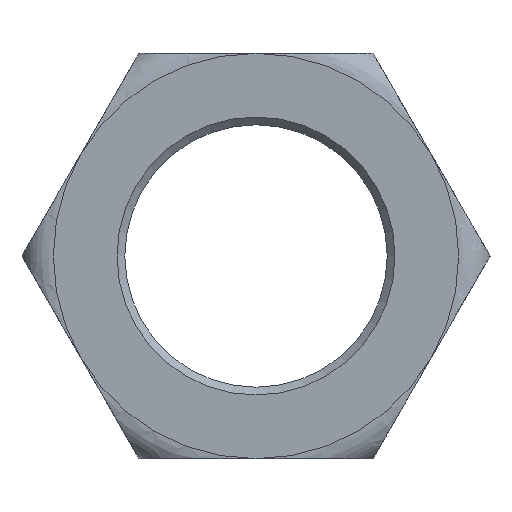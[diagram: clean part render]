
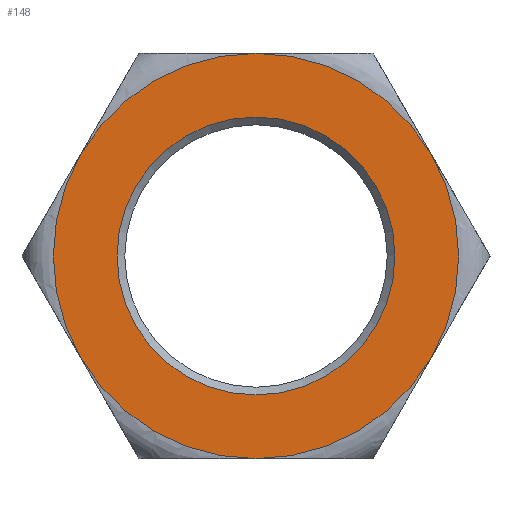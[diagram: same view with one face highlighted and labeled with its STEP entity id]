
A CAD part, front view. The second image highlights one B-rep face of the part: STEP entity #148.
In plain terms, the highlighted planar face has unit normal (0, -1, 0).
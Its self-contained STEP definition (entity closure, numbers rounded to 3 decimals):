
#14 = DIRECTION ( 'NONE',  ( 1., 0., 0. ) ) ;
#16 = CARTESIAN_POINT ( 'NONE',  ( 45.466, -29., 26.25 ) ) ;
#35 = DIRECTION ( 'NONE',  ( 1., 0., 0. ) ) ;
#42 = EDGE_LOOP ( 'NONE', ( #334 ) ) ;
#61 = DIRECTION ( 'NONE',  ( 0., 1., 0. ) ) ;
#66 = CARTESIAN_POINT ( 'NONE',  ( -45.466, -29., -26.25 ) ) ;
#76 = DIRECTION ( 'NONE',  ( 1., 0., 0. ) ) ;
#83 = VERTEX_POINT ( 'NONE', #160 ) ;
#91 = CIRCLE ( 'NONE', #905, 52.5 ) ;
#93 = VECTOR ( 'NONE', #1281, 1000. ) ;
#106 = DIRECTION ( 'NONE',  ( -0.5, 0., 0.866 ) ) ;
#122 = CARTESIAN_POINT ( 'NONE',  ( 45.466, -29., 26.25 ) ) ;
#148 = ADVANCED_FACE ( 'NONE', ( #1125, #232 ), #1239, .F. ) ;
#160 = CARTESIAN_POINT ( 'NONE',  ( 0., -29., 36. ) ) ;
#168 = CARTESIAN_POINT ( 'NONE',  ( -45.466, -29., 26.25 ) ) ;
#170 = EDGE_CURVE ( 'NONE', #811, #270, #374, .T. ) ;
#201 = CIRCLE ( 'NONE', #349, 52.5 ) ;
#232 = FACE_OUTER_BOUND ( 'NONE', #725, .T. ) ;
#248 = AXIS2_PLACEMENT_3D ( 'NONE', #1059, #61, #619 ) ;
#270 = VERTEX_POINT ( 'NONE', #360 ) ;
#272 = AXIS2_PLACEMENT_3D ( 'NONE', #338, #1425, #791 ) ;
#273 = LINE ( 'NONE', #389, #93 ) ;
#288 = ORIENTED_EDGE ( 'NONE', *, *, #530, .F. ) ;
#323 = CARTESIAN_POINT ( 'NONE',  ( -30.311, -29., -52.5 ) ) ;
#334 = ORIENTED_EDGE ( 'NONE', *, *, #843, .T. ) ;
#338 = CARTESIAN_POINT ( 'NONE',  ( 0., -29., 0. ) ) ;
#349 = AXIS2_PLACEMENT_3D ( 'NONE', #430, #996, #1107 ) ;
#360 = CARTESIAN_POINT ( 'NONE',  ( 0., -29., 52.5 ) ) ;
#361 = VERTEX_POINT ( 'NONE', #66 ) ;
#374 = CIRCLE ( 'NONE', #785, 52.5 ) ;
#378 = VERTEX_POINT ( 'NONE', #1071 ) ;
#388 = CARTESIAN_POINT ( 'NONE',  ( 45.466, -29., -26.25 ) ) ;
#389 = CARTESIAN_POINT ( 'NONE',  ( -60.622, -29., 0. ) ) ;
#418 = CIRCLE ( 'NONE', #272, 52.5 ) ;
#430 = CARTESIAN_POINT ( 'NONE',  ( 0., -29., 0. ) ) ;
#476 = DIRECTION ( 'NONE',  ( 0., 1., 0. ) ) ;
#484 = ORIENTED_EDGE ( 'NONE', *, *, #1189, .F. ) ;
#494 = LINE ( 'NONE', #1366, #760 ) ;
#495 = ORIENTED_EDGE ( 'NONE', *, *, #1394, .F. ) ;
#499 = CARTESIAN_POINT ( 'NONE',  ( 0., -29., 0. ) ) ;
#509 = VECTOR ( 'NONE', #1372, 1000. ) ;
#511 = VERTEX_POINT ( 'NONE', #750 ) ;
#523 = LINE ( 'NONE', #720, #668 ) ;
#530 = EDGE_CURVE ( 'NONE', #1340, #1264, #494, .T. ) ;
#568 = DIRECTION ( 'NONE',  ( 1., 0., 0. ) ) ;
#576 = ORIENTED_EDGE ( 'NONE', *, *, #1170, .F. ) ;
#580 = ORIENTED_EDGE ( 'NONE', *, *, #1256, .F. ) ;
#594 = VERTEX_POINT ( 'NONE', #758 ) ;
#603 = DIRECTION ( 'NONE',  ( -1., 0., 0. ) ) ;
#605 = VECTOR ( 'NONE', #106, 1000. ) ;
#611 = CARTESIAN_POINT ( 'NONE',  ( 0., -29., -52.5 ) ) ;
#619 = DIRECTION ( 'NONE',  ( 0., 0., 1. ) ) ;
#668 = VECTOR ( 'NONE', #603, 1000. ) ;
#675 = VERTEX_POINT ( 'NONE', #1100 ) ;
#685 = CARTESIAN_POINT ( 'NONE',  ( 0., -29., 0. ) ) ;
#687 = VERTEX_POINT ( 'NONE', #1104 ) ;
#719 = EDGE_CURVE ( 'NONE', #378, #361, #1220, .T. ) ;
#720 = CARTESIAN_POINT ( 'NONE',  ( 30.311, -29., -52.5 ) ) ;
#725 = EDGE_LOOP ( 'NONE', ( #951, #762, #495, #288, #819, #1252, #1137, #576, #580, #794, #1019, #484 ) ) ;
#730 = DIRECTION ( 'NONE',  ( 0., 1., 0. ) ) ;
#750 = CARTESIAN_POINT ( 'NONE',  ( -45.466, -29., 26.25 ) ) ;
#758 = CARTESIAN_POINT ( 'NONE',  ( 0., -29., -52.5 ) ) ;
#760 = VECTOR ( 'NONE', #828, 1000. ) ;
#762 = ORIENTED_EDGE ( 'NONE', *, *, #797, .F. ) ;
#785 = AXIS2_PLACEMENT_3D ( 'NONE', #1267, #730, #76 ) ;
#791 = DIRECTION ( 'NONE',  ( 1., 0., 0. ) ) ;
#794 = ORIENTED_EDGE ( 'NONE', *, *, #719, .F. ) ;
#797 = EDGE_CURVE ( 'NONE', #687, #1257, #1067, .T. ) ;
#811 = VERTEX_POINT ( 'NONE', #168 ) ;
#819 = ORIENTED_EDGE ( 'NONE', *, *, #1236, .F. ) ;
#828 = DIRECTION ( 'NONE',  ( 0.5, 0., -0.866 ) ) ;
#829 = VERTEX_POINT ( 'NONE', #611 ) ;
#835 = CIRCLE ( 'NONE', #1424, 52.5 ) ;
#843 = EDGE_CURVE ( 'NONE', #83, #83, #1423, .T. ) ;
#851 = EDGE_CURVE ( 'NONE', #1257, #594, #91, .T. ) ;
#881 = VECTOR ( 'NONE', #35, 1000. ) ;
#889 = CARTESIAN_POINT ( 'NONE',  ( -30.311, -29., 52.5 ) ) ;
#905 = AXIS2_PLACEMENT_3D ( 'NONE', #499, #949, #14 ) ;
#906 = CIRCLE ( 'NONE', #1186, 52.5 ) ;
#917 = CARTESIAN_POINT ( 'NONE',  ( 0., -29., 0. ) ) ;
#933 = DIRECTION ( 'NONE',  ( 0., 1., 0. ) ) ;
#949 = DIRECTION ( 'NONE',  ( 0., 1., 0. ) ) ;
#951 = ORIENTED_EDGE ( 'NONE', *, *, #851, .F. ) ;
#996 = DIRECTION ( 'NONE',  ( 0., 1., 0. ) ) ;
#1018 = EDGE_CURVE ( 'NONE', #829, #378, #835, .T. ) ;
#1019 = ORIENTED_EDGE ( 'NONE', *, *, #1018, .F. ) ;
#1057 = DIRECTION ( 'NONE',  ( 0., 0., 1. ) ) ;
#1059 = CARTESIAN_POINT ( 'NONE',  ( 0., -29., 0. ) ) ;
#1067 = LINE ( 'NONE', #1365, #509 ) ;
#1071 = CARTESIAN_POINT ( 'NONE',  ( -45.466, -29., -26.25 ) ) ;
#1100 = CARTESIAN_POINT ( 'NONE',  ( 0., -29., 52.5 ) ) ;
#1104 = CARTESIAN_POINT ( 'NONE',  ( 45.466, -29., -26.25 ) ) ;
#1107 = DIRECTION ( 'NONE',  ( 1., 0., 0. ) ) ;
#1125 = FACE_BOUND ( 'NONE', #42, .T. ) ;
#1134 = DIRECTION ( 'NONE',  ( 0., 1., 0. ) ) ;
#1137 = ORIENTED_EDGE ( 'NONE', *, *, #170, .F. ) ;
#1139 = CARTESIAN_POINT ( 'NONE',  ( 0., -29., 0. ) ) ;
#1170 = EDGE_CURVE ( 'NONE', #511, #811, #273, .T. ) ;
#1186 = AXIS2_PLACEMENT_3D ( 'NONE', #1139, #476, #1222 ) ;
#1189 = EDGE_CURVE ( 'NONE', #594, #829, #523, .T. ) ;
#1220 = LINE ( 'NONE', #323, #605 ) ;
#1222 = DIRECTION ( 'NONE',  ( 1., 0., 0. ) ) ;
#1226 = AXIS2_PLACEMENT_3D ( 'NONE', #685, #1134, #1057 ) ;
#1236 = EDGE_CURVE ( 'NONE', #675, #1340, #201, .T. ) ;
#1239 = PLANE ( 'NONE',  #1226 ) ;
#1252 = ORIENTED_EDGE ( 'NONE', *, *, #1290, .F. ) ;
#1256 = EDGE_CURVE ( 'NONE', #361, #511, #906, .T. ) ;
#1257 = VERTEX_POINT ( 'NONE', #388 ) ;
#1264 = VERTEX_POINT ( 'NONE', #16 ) ;
#1267 = CARTESIAN_POINT ( 'NONE',  ( 0., -29., 0. ) ) ;
#1281 = DIRECTION ( 'NONE',  ( 0.5, 0., 0.866 ) ) ;
#1290 = EDGE_CURVE ( 'NONE', #270, #675, #1342, .T. ) ;
#1340 = VERTEX_POINT ( 'NONE', #122 ) ;
#1342 = LINE ( 'NONE', #889, #881 ) ;
#1365 = CARTESIAN_POINT ( 'NONE',  ( 60.622, -29., 0. ) ) ;
#1366 = CARTESIAN_POINT ( 'NONE',  ( 30.311, -29., 52.5 ) ) ;
#1372 = DIRECTION ( 'NONE',  ( -0.5, 0., -0.866 ) ) ;
#1394 = EDGE_CURVE ( 'NONE', #1264, #687, #418, .T. ) ;
#1423 = CIRCLE ( 'NONE', #248, 36. ) ;
#1424 = AXIS2_PLACEMENT_3D ( 'NONE', #917, #933, #568 ) ;
#1425 = DIRECTION ( 'NONE',  ( 0., 1., 0. ) ) ;
